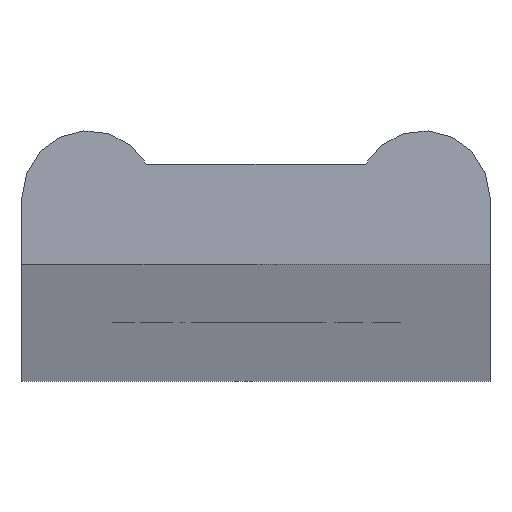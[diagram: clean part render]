
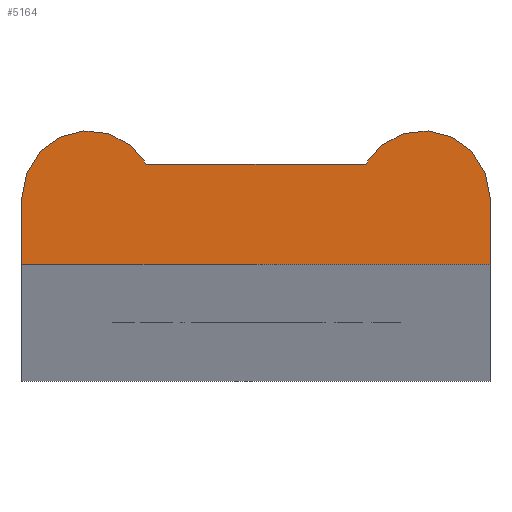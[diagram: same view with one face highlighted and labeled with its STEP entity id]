
A CAD part, top view. The second image highlights one B-rep face of the part: STEP entity #5164.
In plain terms, the highlighted planar face has unit normal (0, 0, 1).
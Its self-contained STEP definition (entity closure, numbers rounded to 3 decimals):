
#17 = DIRECTION ( 'NONE',  ( 0., 0., 1. ) ) ;
#141 = CARTESIAN_POINT ( 'NONE',  ( 7., 2., 1000. ) ) ;
#191 = EDGE_CURVE ( 'NONE', #7070, #2508, #8490, .T. ) ;
#228 = EDGE_CURVE ( 'NONE', #11714, #1741, #6117, .T. ) ;
#984 = EDGE_CURVE ( 'NONE', #2818, #7070, #8036, .T. ) ;
#1715 = LINE ( 'NONE', #7331, #3096 ) ;
#1741 = VERTEX_POINT ( 'NONE', #9812 ) ;
#1757 = VERTEX_POINT ( 'NONE', #12120 ) ;
#2087 = CARTESIAN_POINT ( 'NONE',  ( -7., 2., 1000. ) ) ;
#2254 = ORIENTED_EDGE ( 'NONE', *, *, #984, .T. ) ;
#2279 = VECTOR ( 'NONE', #10728, 1000. ) ;
#2304 = FACE_OUTER_BOUND ( 'NONE', #5905, .T. ) ;
#2339 = CARTESIAN_POINT ( 'NONE',  ( -5., 2., 1000. ) ) ;
#2508 = VERTEX_POINT ( 'NONE', #6199 ) ;
#2818 = VERTEX_POINT ( 'NONE', #4553 ) ;
#2858 = EDGE_CURVE ( 'NONE', #2508, #11714, #8559, .T. ) ;
#3017 = DIRECTION ( 'NONE',  ( 0., 0., 1. ) ) ;
#3096 = VECTOR ( 'NONE', #6387, 1000. ) ;
#3100 = DIRECTION ( 'NONE',  ( 1., 0., 0. ) ) ;
#3304 = EDGE_CURVE ( 'NONE', #1757, #2818, #1715, .T. ) ;
#3395 = DIRECTION ( 'NONE',  ( 1., 0., 0. ) ) ;
#4352 = DIRECTION ( 'NONE',  ( -1., 0., 0. ) ) ;
#4553 = CARTESIAN_POINT ( 'NONE',  ( -3.268, 3., 1000. ) ) ;
#4584 = VECTOR ( 'NONE', #7975, 1000. ) ;
#4697 = ORIENTED_EDGE ( 'NONE', *, *, #191, .T. ) ;
#5164 = ADVANCED_FACE ( 'NONE', ( #2304 ), #10053, .F. ) ;
#5336 = AXIS2_PLACEMENT_3D ( 'NONE', #10807, #3017, #3100 ) ;
#5406 = VECTOR ( 'NONE', #3395, 1000. ) ;
#5648 = ORIENTED_EDGE ( 'NONE', *, *, #12585, .T. ) ;
#5905 = EDGE_LOOP ( 'NONE', ( #2254, #4697, #9610, #8431, #5648, #6098 ) ) ;
#6098 = ORIENTED_EDGE ( 'NONE', *, *, #3304, .T. ) ;
#6117 = LINE ( 'NONE', #141, #2279 ) ;
#6199 = CARTESIAN_POINT ( 'NONE',  ( -7., 0., 1000. ) ) ;
#6271 = DIRECTION ( 'NONE',  ( 0., 0., -1. ) ) ;
#6387 = DIRECTION ( 'NONE',  ( -1., 0., 0. ) ) ;
#7070 = VERTEX_POINT ( 'NONE', #7297 ) ;
#7297 = CARTESIAN_POINT ( 'NONE',  ( -7., 2., 1000. ) ) ;
#7331 = CARTESIAN_POINT ( 'NONE',  ( 3.268, 3., 1000. ) ) ;
#7856 = CARTESIAN_POINT ( 'NONE',  ( -5., 2., 1000. ) ) ;
#7865 = CARTESIAN_POINT ( 'NONE',  ( 7., 0., 1000. ) ) ;
#7975 = DIRECTION ( 'NONE',  ( 0., -1., 0. ) ) ;
#8036 = CIRCLE ( 'NONE', #11152, 2. ) ;
#8362 = CIRCLE ( 'NONE', #5336, 2. ) ;
#8431 = ORIENTED_EDGE ( 'NONE', *, *, #228, .T. ) ;
#8490 = LINE ( 'NONE', #2087, #4584 ) ;
#8559 = LINE ( 'NONE', #9348, #5406 ) ;
#9348 = CARTESIAN_POINT ( 'NONE',  ( -7., 0., 1000. ) ) ;
#9610 = ORIENTED_EDGE ( 'NONE', *, *, #2858, .T. ) ;
#9801 = DIRECTION ( 'NONE',  ( -1., 0., 0. ) ) ;
#9812 = CARTESIAN_POINT ( 'NONE',  ( 7., 2., 1000. ) ) ;
#10053 = PLANE ( 'NONE',  #10838 ) ;
#10728 = DIRECTION ( 'NONE',  ( 0., 1., 0. ) ) ;
#10807 = CARTESIAN_POINT ( 'NONE',  ( 5., 2., 1000. ) ) ;
#10838 = AXIS2_PLACEMENT_3D ( 'NONE', #2339, #6271, #4352 ) ;
#11152 = AXIS2_PLACEMENT_3D ( 'NONE', #7856, #17, #9801 ) ;
#11714 = VERTEX_POINT ( 'NONE', #7865 ) ;
#12120 = CARTESIAN_POINT ( 'NONE',  ( 3.268, 3., 1000. ) ) ;
#12585 = EDGE_CURVE ( 'NONE', #1741, #1757, #8362, .T. ) ;
